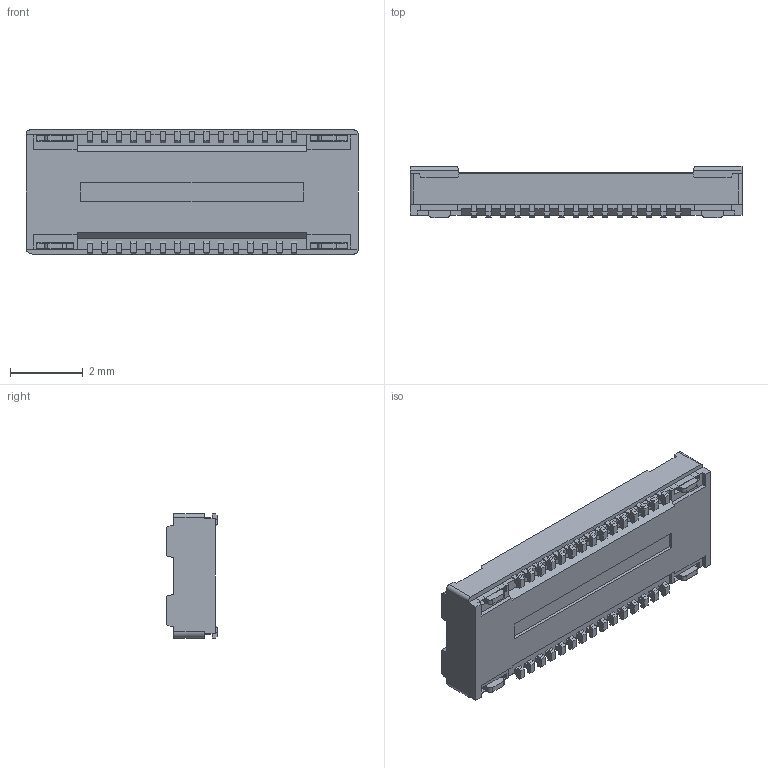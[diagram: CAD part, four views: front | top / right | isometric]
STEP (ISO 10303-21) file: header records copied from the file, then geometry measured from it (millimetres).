
FILE_DESCRIPTION((''),'2;1');
FILE_NAME('513380374','2019-05-22T',('gga'),(''),'PRO/ENGINEER BY PARAMETRIC TECHNOLOGY CORPORATION, 2016010','PRO/ENGINEER BY PARAMETRIC TECHNOLOGY CORPORATION, 2016010','');
FILE_SCHEMA(('CONFIG_CONTROL_DESIGN'));
Length unit declared in the file: millimetre
Products named in the file (1): 513380374
Bounding box: 9.1 x 1.4 x 3.4 mm (x, y, z)
Volume: 24.2 mm3; surface area: 147.9 mm2
Topology: 1 solids, 1 shells, 729 faces, 2184 edges, 1485 vertices
Faces by surface type: plane 663, cylinder 58, cone 8
Entity records: 23994 total; most frequent: CARTESIAN_POINT 4293, ORIENTED_EDGE 4096, DIRECTION 3757, VECTOR 2055, LINE 2055, EDGE_CURVE 2048, VERTEX_POINT 1349, AXIS2_PLACEMENT_3D 851
